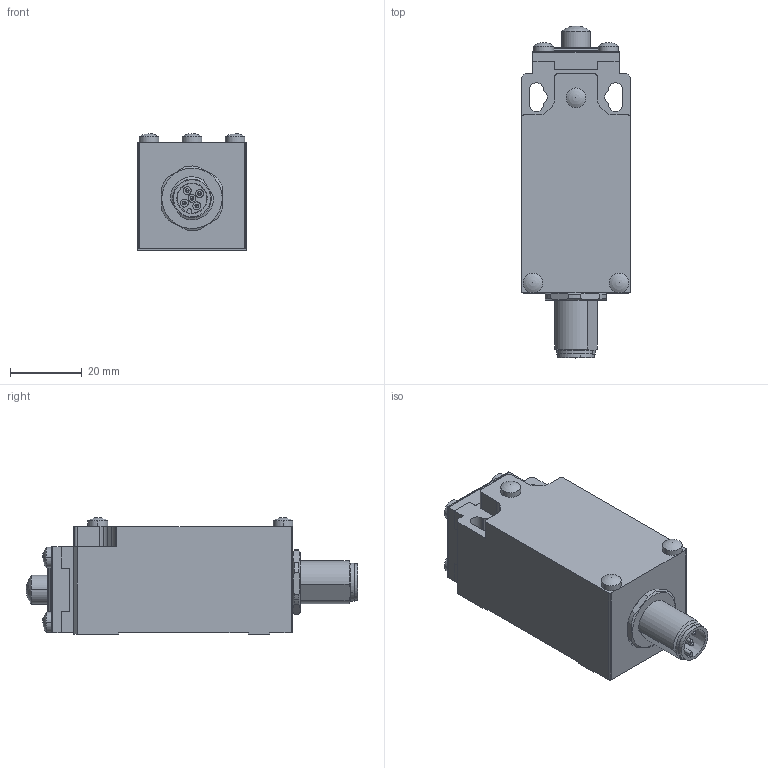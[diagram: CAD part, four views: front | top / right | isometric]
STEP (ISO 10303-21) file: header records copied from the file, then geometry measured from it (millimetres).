
FILE_DESCRIPTION (( 'STEP AP214' ), '1' );
FILE_NAME ('AAM7F11Z11.step', '2019-09-05T21:18:31', ( '' ), ( '' ), 'SwSTEP 2.0', 'SolidWorks 2018', '' );
FILE_SCHEMA (( 'AUTOMOTIVE_DESIGN' ));
Length unit declared in the file: inch
Products named in the file (1): AAM7F11Z11
Bounding box: 30.3 x 92.4 x 32.5 mm (x, y, z)
Volume: 59145.4 mm3; surface area: 15381.1 mm2
Topology: 4 solids, 4 shells, 282 faces, 711 edges, 460 vertices
Faces by surface type: cylinder 126, plane 115, cone 16, sphere 13, torus 12
Entity records: 12338 total; most frequent: CARTESIAN_POINT 1655, DIRECTION 1537, ORIENTED_EDGE 1410, EDGE_CURVE 705, AXIS2_PLACEMENT_3D 583, VERTEX_POINT 457, VECTOR 371, LINE 371
